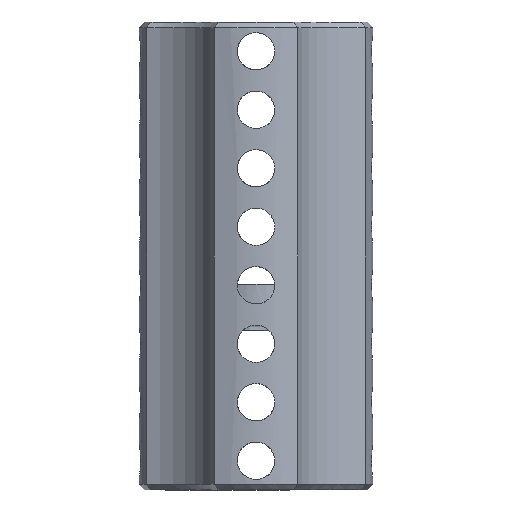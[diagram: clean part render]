
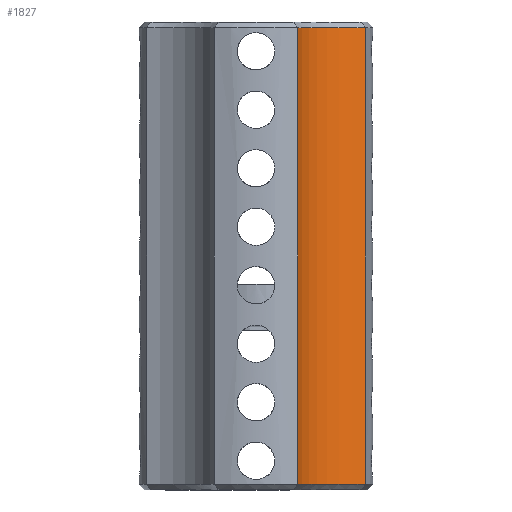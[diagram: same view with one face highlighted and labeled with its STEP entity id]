
A CAD part, front view. The second image highlights one B-rep face of the part: STEP entity #1827.
In plain terms, the highlighted cylindrical face has radius 5 mm (diameter 10 mm), a partial arc.
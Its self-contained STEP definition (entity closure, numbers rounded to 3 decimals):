
#21 = EDGE_CURVE('',#22,#24,#26,.T.);
#22 = VERTEX_POINT('',#23);
#23 = CARTESIAN_POINT('',(5.841,-2.225,0.3));
#24 = VERTEX_POINT('',#25);
#25 = CARTESIAN_POINT('',(5.841,-2.225,24.7));
#26 = SURFACE_CURVE('',#27,(#31,#43),.PCURVE_S1.);
#27 = LINE('',#28,#29);
#28 = CARTESIAN_POINT('',(5.841,-2.225,0.));
#29 = VECTOR('',#30,1.);
#30 = DIRECTION('',(0.,0.,1.));
#31 = PCURVE('',#32,#37);
#32 = CYLINDRICAL_SURFACE('',#33,6.25);
#33 = AXIS2_PLACEMENT_3D('',#34,#35,#36);
#34 = CARTESIAN_POINT('',(0.,0.,0.));
#35 = DIRECTION('',(-0.,-0.,-1.));
#36 = DIRECTION('',(1.,0.,0.));
#37 = DEFINITIONAL_REPRESENTATION('',(#38),#42);
#38 = LINE('',#39,#40);
#39 = CARTESIAN_POINT('',(-5.919,0.));
#40 = VECTOR('',#41,1.);
#41 = DIRECTION('',(-0.,-1.));
#42 = ( GEOMETRIC_REPRESENTATION_CONTEXT(2) 
PARAMETRIC_REPRESENTATION_CONTEXT() REPRESENTATION_CONTEXT('2D SPACE',''
  ) );
#43 = PCURVE('',#44,#49);
#44 = CYLINDRICAL_SURFACE('',#45,5.);
#45 = AXIS2_PLACEMENT_3D('',#46,#47,#48);
#46 = CARTESIAN_POINT('',(7.071,-7.071,0.));
#47 = DIRECTION('',(-0.,-0.,-1.));
#48 = DIRECTION('',(1.,0.,0.));
#49 = DEFINITIONAL_REPRESENTATION('',(#50),#54);
#50 = LINE('',#51,#52);
#51 = CARTESIAN_POINT('',(-1.819,0.));
#52 = VECTOR('',#53,1.);
#53 = DIRECTION('',(-0.,-1.));
#54 = ( GEOMETRIC_REPRESENTATION_CONTEXT(2) 
PARAMETRIC_REPRESENTATION_CONTEXT() REPRESENTATION_CONTEXT('2D SPACE',''
  ) );
#1827 = ADVANCED_FACE('',(#1828),#44,.F.);
#1828 = FACE_BOUND('',#1829,.T.);
#1829 = EDGE_LOOP('',(#1830,#1831,#1860,#1888));
#1830 = ORIENTED_EDGE('',*,*,#21,.T.);
#1831 = ORIENTED_EDGE('',*,*,#1832,.T.);
#1832 = EDGE_CURVE('',#24,#1833,#1835,.T.);
#1833 = VERTEX_POINT('',#1834);
#1834 = CARTESIAN_POINT('',(2.225,-5.841,24.7));
#1835 = SURFACE_CURVE('',#1836,(#1841,#1848),.PCURVE_S1.);
#1836 = CIRCLE('',#1837,5.);
#1837 = AXIS2_PLACEMENT_3D('',#1838,#1839,#1840);
#1838 = CARTESIAN_POINT('',(7.071,-7.071,24.7));
#1839 = DIRECTION('',(0.,0.,1.));
#1840 = DIRECTION('',(-0.246,0.969,0.));
#1841 = PCURVE('',#44,#1842);
#1842 = DEFINITIONAL_REPRESENTATION('',(#1843),#1847);
#1843 = LINE('',#1844,#1845);
#1844 = CARTESIAN_POINT('',(-1.819,-24.7));
#1845 = VECTOR('',#1846,1.);
#1846 = DIRECTION('',(-1.,0.));
#1847 = ( GEOMETRIC_REPRESENTATION_CONTEXT(2) 
PARAMETRIC_REPRESENTATION_CONTEXT() REPRESENTATION_CONTEXT('2D SPACE',''
  ) );
#1848 = PCURVE('',#1849,#1854);
#1849 = CONICAL_SURFACE('',#1850,5.,0.785);
#1850 = AXIS2_PLACEMENT_3D('',#1851,#1852,#1853);
#1851 = CARTESIAN_POINT('',(7.071,-7.071,24.7));
#1852 = DIRECTION('',(0.,0.,1.));
#1853 = DIRECTION('',(-0.246,0.969,0.));
#1854 = DEFINITIONAL_REPRESENTATION('',(#1855),#1859);
#1855 = LINE('',#1856,#1857);
#1856 = CARTESIAN_POINT('',(0.,0.));
#1857 = VECTOR('',#1858,1.);
#1858 = DIRECTION('',(1.,0.));
#1859 = ( GEOMETRIC_REPRESENTATION_CONTEXT(2) 
PARAMETRIC_REPRESENTATION_CONTEXT() REPRESENTATION_CONTEXT('2D SPACE',''
  ) );
#1860 = ORIENTED_EDGE('',*,*,#1861,.F.);
#1861 = EDGE_CURVE('',#1862,#1833,#1864,.T.);
#1862 = VERTEX_POINT('',#1863);
#1863 = CARTESIAN_POINT('',(2.225,-5.841,0.3));
#1864 = SURFACE_CURVE('',#1865,(#1869,#1876),.PCURVE_S1.);
#1865 = LINE('',#1866,#1867);
#1866 = CARTESIAN_POINT('',(2.225,-5.841,0.));
#1867 = VECTOR('',#1868,1.);
#1868 = DIRECTION('',(0.,0.,1.));
#1869 = PCURVE('',#44,#1870);
#1870 = DEFINITIONAL_REPRESENTATION('',(#1871),#1875);
#1871 = LINE('',#1872,#1873);
#1872 = CARTESIAN_POINT('',(-2.893,0.));
#1873 = VECTOR('',#1874,1.);
#1874 = DIRECTION('',(-0.,-1.));
#1875 = ( GEOMETRIC_REPRESENTATION_CONTEXT(2) 
PARAMETRIC_REPRESENTATION_CONTEXT() REPRESENTATION_CONTEXT('2D SPACE',''
  ) );
#1876 = PCURVE('',#1877,#1882);
#1877 = CYLINDRICAL_SURFACE('',#1878,6.25);
#1878 = AXIS2_PLACEMENT_3D('',#1879,#1880,#1881);
#1879 = CARTESIAN_POINT('',(0.,0.,0.));
#1880 = DIRECTION('',(-0.,-0.,-1.));
#1881 = DIRECTION('',(1.,0.,0.));
#1882 = DEFINITIONAL_REPRESENTATION('',(#1883),#1887);
#1883 = LINE('',#1884,#1885);
#1884 = CARTESIAN_POINT('',(-5.076,0.));
#1885 = VECTOR('',#1886,1.);
#1886 = DIRECTION('',(-0.,-1.));
#1887 = ( GEOMETRIC_REPRESENTATION_CONTEXT(2) 
PARAMETRIC_REPRESENTATION_CONTEXT() REPRESENTATION_CONTEXT('2D SPACE',''
  ) );
#1888 = ORIENTED_EDGE('',*,*,#1889,.F.);
#1889 = EDGE_CURVE('',#22,#1862,#1890,.T.);
#1890 = SURFACE_CURVE('',#1891,(#1896,#1903),.PCURVE_S1.);
#1891 = CIRCLE('',#1892,5.);
#1892 = AXIS2_PLACEMENT_3D('',#1893,#1894,#1895);
#1893 = CARTESIAN_POINT('',(7.071,-7.071,0.3));
#1894 = DIRECTION('',(0.,0.,1.));
#1895 = DIRECTION('',(-0.246,0.969,0.));
#1896 = PCURVE('',#44,#1897);
#1897 = DEFINITIONAL_REPRESENTATION('',(#1898),#1902);
#1898 = LINE('',#1899,#1900);
#1899 = CARTESIAN_POINT('',(-1.819,-0.3));
#1900 = VECTOR('',#1901,1.);
#1901 = DIRECTION('',(-1.,0.));
#1902 = ( GEOMETRIC_REPRESENTATION_CONTEXT(2) 
PARAMETRIC_REPRESENTATION_CONTEXT() REPRESENTATION_CONTEXT('2D SPACE',''
  ) );
#1903 = PCURVE('',#1904,#1909);
#1904 = CONICAL_SURFACE('',#1905,5.,0.785);
#1905 = AXIS2_PLACEMENT_3D('',#1906,#1907,#1908);
#1906 = CARTESIAN_POINT('',(7.071,-7.071,0.3));
#1907 = DIRECTION('',(-0.,-0.,-1.));
#1908 = DIRECTION('',(-0.246,0.969,0.));
#1909 = DEFINITIONAL_REPRESENTATION('',(#1910),#1914);
#1910 = LINE('',#1911,#1912);
#1911 = CARTESIAN_POINT('',(-0.,0.));
#1912 = VECTOR('',#1913,1.);
#1913 = DIRECTION('',(-1.,0.));
#1914 = ( GEOMETRIC_REPRESENTATION_CONTEXT(2) 
PARAMETRIC_REPRESENTATION_CONTEXT() REPRESENTATION_CONTEXT('2D SPACE',''
  ) );
